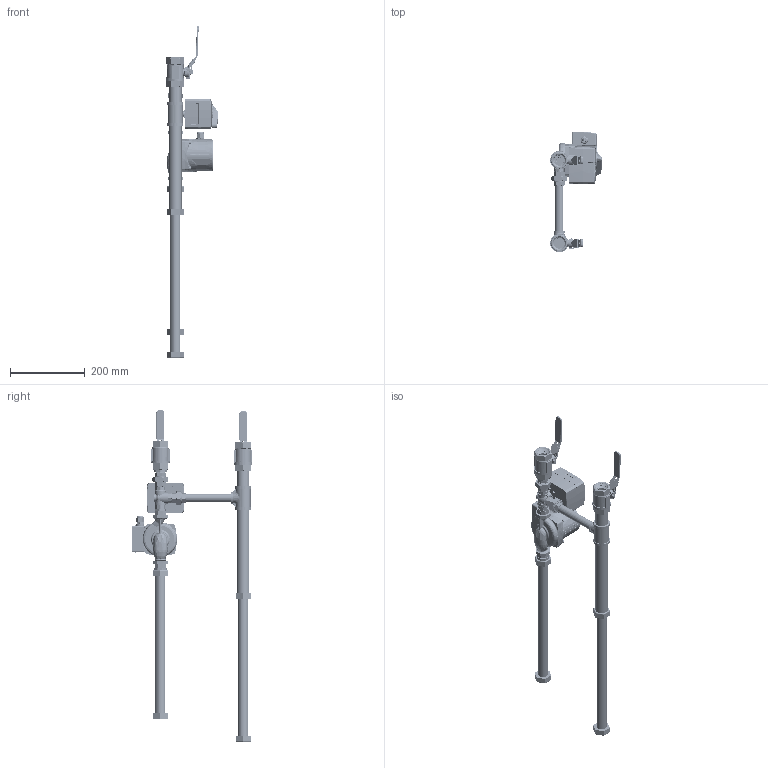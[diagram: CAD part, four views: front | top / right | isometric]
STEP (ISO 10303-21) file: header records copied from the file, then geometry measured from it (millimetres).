
FILE_DESCRIPTION(('FreeCAD Model'),'2;1');
FILE_NAME('Open CASCADE Shape Model','2025-05-01T02:37:39',('FreeCAD'),( 'FreeCAD'),'Open CASCADE STEP processor 7.6','FreeCAD','Unknown');
FILE_SCHEMA(('AUTOMOTIVE_DESIGN { 1 0 10303 214 1 1 1 1 }'));
Length unit declared in the file: millimetre
Products named in the file (1): Open CASCADE STEP translator 7.6 1
Bounding box: 138.84 x 323.67 x 889.77 mm (x, y, z)
Volume: 1418436.9 mm3; surface area: 576090 mm2
Topology: 31 solids, 74 shells, 5134 faces, 13800 edges, 9027 vertices
Faces by surface type: plane 2256, bspline 1361, cylinder 816, cone 492, torus 173, sphere 31, revolution 5
Full cylindrical faces by diameter (mm): 2 x2, 2.5 x8, 3.3 x2, 3.5 x1, 3.78 x3, 3.8 x1, 4 x7, 5 x5, 5.162 x1, 6 x1, 6.18 x1, 6.4 x1, 6.5 x3, 6.93 x1, 7 x3, 7.144 x4, 7.67 x1, 8 x1, 8.04 x4, 8.5 x4, 9 x1, 9.5 x1, 10 x1, 10.5 x1, 11 x1, 11.97 x3, 13 x1, 13.165 x1, 13.86 x1, 14 x2
Entity records: 355292 total; most frequent: CARTESIAN_POINT 242267, ORIENTED_EDGE 27375, DIRECTION 17589, EDGE_CURVE 13779, VERTEX_POINT 9026, AXIS2_PLACEMENT_3D 6081, FACE_BOUND 5492, EDGE_LOOP 5492
